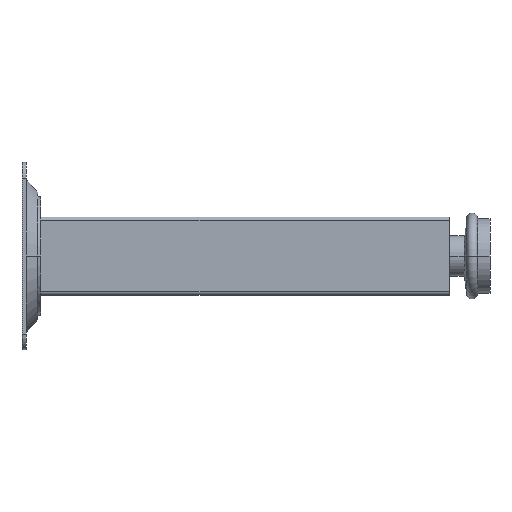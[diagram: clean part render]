
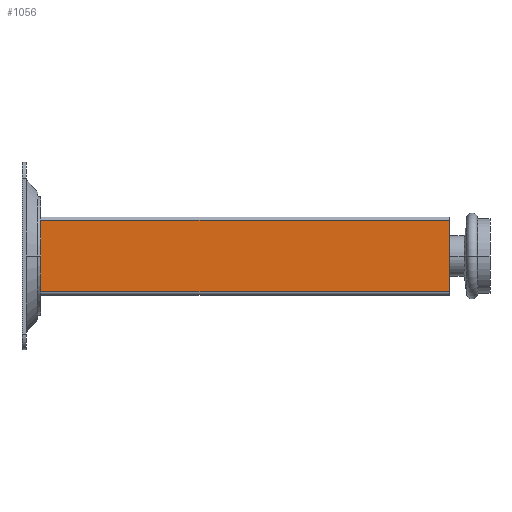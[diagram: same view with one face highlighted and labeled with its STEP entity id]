
A CAD part, left-side view. The second image highlights one B-rep face of the part: STEP entity #1056.
In plain terms, the highlighted planar face has unit normal (-1, 0, 0).
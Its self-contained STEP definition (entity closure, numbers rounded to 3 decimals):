
#28 = VERTEX_POINT ( 'NONE', #818 ) ;
#82 = FACE_OUTER_BOUND ( 'NONE', #312, .T. ) ;
#159 = CARTESIAN_POINT ( 'NONE',  ( -12.5, 144., -11.5 ) ) ;
#174 = VERTEX_POINT ( 'NONE', #1255 ) ;
#210 = AXIS2_PLACEMENT_3D ( 'NONE', #518, #495, #1218 ) ;
#211 = CARTESIAN_POINT ( 'NONE',  ( -12.5, 229.701, 11.5 ) ) ;
#312 = EDGE_LOOP ( 'NONE', ( #1308, #1021, #313, #727 ) ) ;
#313 = ORIENTED_EDGE ( 'NONE', *, *, #370, .F. ) ;
#322 = DIRECTION ( 'NONE',  ( 0., -1., 0. ) ) ;
#333 = VECTOR ( 'NONE', #594, 1000. ) ;
#370 = EDGE_CURVE ( 'NONE', #174, #28, #1090, .T. ) ;
#411 = PLANE ( 'NONE',  #210 ) ;
#427 = EDGE_CURVE ( 'NONE', #928, #28, #606, .T. ) ;
#470 = VECTOR ( 'NONE', #1098, 1000. ) ;
#479 = VERTEX_POINT ( 'NONE', #528 ) ;
#495 = DIRECTION ( 'NONE',  ( -1., 0., 0. ) ) ;
#518 = CARTESIAN_POINT ( 'NONE',  ( -12.5, 229.701, 12.5 ) ) ;
#528 = CARTESIAN_POINT ( 'NONE',  ( -12.5, 144., 11.5 ) ) ;
#562 = VECTOR ( 'NONE', #322, 1000. ) ;
#594 = DIRECTION ( 'NONE',  ( 0., 0., -1. ) ) ;
#606 = LINE ( 'NONE', #1311, #562 ) ;
#699 = LINE ( 'NONE', #804, #470 ) ;
#715 = LINE ( 'NONE', #211, #788 ) ;
#727 = ORIENTED_EDGE ( 'NONE', *, *, #1011, .T. ) ;
#788 = VECTOR ( 'NONE', #1001, 1000. ) ;
#804 = CARTESIAN_POINT ( 'NONE',  ( -12.5, 144., 12.5 ) ) ;
#808 = EDGE_CURVE ( 'NONE', #479, #928, #699, .T. ) ;
#818 = CARTESIAN_POINT ( 'NONE',  ( -12.5, 13., -11.5 ) ) ;
#928 = VERTEX_POINT ( 'NONE', #159 ) ;
#1001 = DIRECTION ( 'NONE',  ( 0., 1., 0. ) ) ;
#1011 = EDGE_CURVE ( 'NONE', #174, #479, #715, .T. ) ;
#1021 = ORIENTED_EDGE ( 'NONE', *, *, #427, .T. ) ;
#1056 = ADVANCED_FACE ( 'NONE', ( #82 ), #411, .T. ) ;
#1090 = LINE ( 'NONE', #1286, #333 ) ;
#1098 = DIRECTION ( 'NONE',  ( 0., 0., -1. ) ) ;
#1218 = DIRECTION ( 'NONE',  ( 0., 0., 1. ) ) ;
#1255 = CARTESIAN_POINT ( 'NONE',  ( -12.5, 13., 11.5 ) ) ;
#1286 = CARTESIAN_POINT ( 'NONE',  ( -12.5, 13., 12.5 ) ) ;
#1308 = ORIENTED_EDGE ( 'NONE', *, *, #808, .T. ) ;
#1311 = CARTESIAN_POINT ( 'NONE',  ( -12.5, 229.701, -11.5 ) ) ;
